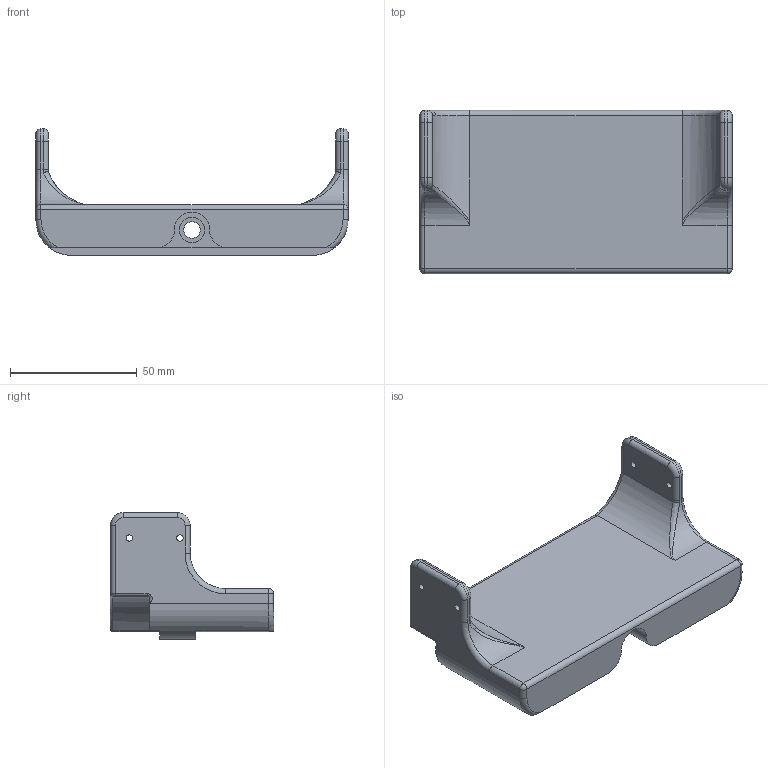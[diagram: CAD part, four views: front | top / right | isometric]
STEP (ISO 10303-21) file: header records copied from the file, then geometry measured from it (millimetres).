
FILE_DESCRIPTION(/* description */ ('Unknown'),/* implementation_level */ '2;1');
FILE_NAME(/* name */ 'Kamera_Halterung',/* time_stamp */ '2025-03-24T10:25:57+01:00',/* author */ ('Unknown'),/* organization */ ('Unknown'),/* preprocessor_version */ 'ST-DEVELOPER v19.4',/* originating_system */ 'Solid Edge',/* authorisation */ 'Unknown');
FILE_SCHEMA (('AUTOMOTIVE_DESIGN {1 0 10303 214 3 1 1}'));
Length unit declared in the file: millimetre
Products named in the file (1): Kamera_Halterung
Bounding box: 123.3 x 64.5 x 50 mm (x, y, z)
Volume: 126958.2 mm3; surface area: 26668.6 mm2
Topology: 1 solids, 1 shells, 100 faces, 249 edges, 149 vertices
Faces by surface type: cylinder 50, plane 21, torus 20, bspline 6, sphere 3
Full cylindrical faces by diameter (mm): 2.5 x4, 6.5 x1, 10 x1
Entity records: 3129 total; most frequent: CARTESIAN_POINT 751, DIRECTION 514, ORIENTED_EDGE 476, EDGE_CURVE 238, AXIS2_PLACEMENT_3D 211, VERTEX_POINT 147, EDGE_LOOP 117, FACE_BOUND 117
